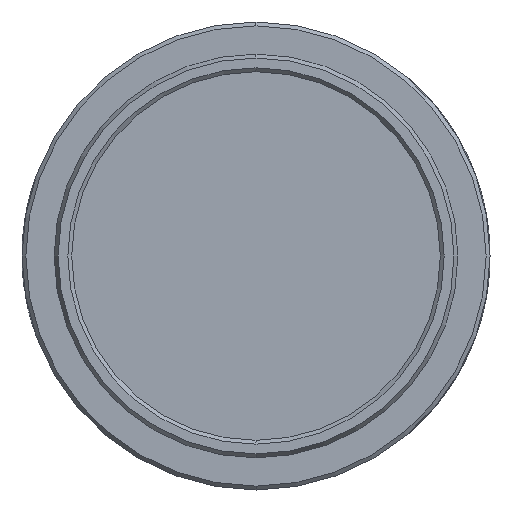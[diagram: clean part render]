
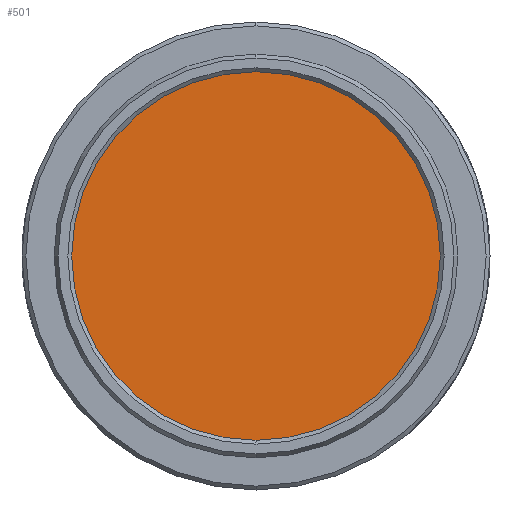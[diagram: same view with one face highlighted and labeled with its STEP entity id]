
A CAD part, left-side view. The second image highlights one B-rep face of the part: STEP entity #501.
In plain terms, the highlighted planar face has unit normal (-1, 0, 0).
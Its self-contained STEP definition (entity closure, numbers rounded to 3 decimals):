
#230 = EDGE_CURVE ( 'NONE', #14167, #3721, #5607, .T. ) ;
#501 = ADVANCED_FACE ( 'NONE', ( #9648 ), #6818, .F. ) ;
#583 = DIRECTION ( 'NONE',  ( 0., 0.136, -0.991 ) ) ;
#940 = CARTESIAN_POINT ( 'NONE',  ( -7.62, 0., 0. ) ) ;
#1121 = DIRECTION ( 'NONE',  ( 1., 0., 0. ) ) ;
#1371 = AXIS2_PLACEMENT_3D ( 'NONE', #7276, #7680, #583 ) ;
#2127 = DIRECTION ( 'NONE',  ( 1., 0., 0. ) ) ;
#3721 = VERTEX_POINT ( 'NONE', #14582 ) ;
#3728 = ORIENTED_EDGE ( 'NONE', *, *, #230, .F. ) ;
#5607 = CIRCLE ( 'NONE', #14882, 12.7 ) ;
#5962 = AXIS2_PLACEMENT_3D ( 'NONE', #12737, #1121, #11756 ) ;
#6818 = PLANE ( 'NONE',  #5962 ) ;
#7276 = CARTESIAN_POINT ( 'NONE',  ( -7.62, 0., 0. ) ) ;
#7290 = EDGE_CURVE ( 'NONE', #3721, #14167, #15219, .T. ) ;
#7414 = EDGE_LOOP ( 'NONE', ( #14463, #3728 ) ) ;
#7680 = DIRECTION ( 'NONE',  ( 1., 0., 0. ) ) ;
#9648 = FACE_OUTER_BOUND ( 'NONE', #7414, .T. ) ;
#11756 = DIRECTION ( 'NONE',  ( 0., 0.136, -0.991 ) ) ;
#12610 = DIRECTION ( 'NONE',  ( 0., 0.136, -0.991 ) ) ;
#12737 = CARTESIAN_POINT ( 'NONE',  ( -7.62, 0., 0. ) ) ;
#14167 = VERTEX_POINT ( 'NONE', #14758 ) ;
#14463 = ORIENTED_EDGE ( 'NONE', *, *, #7290, .F. ) ;
#14582 = CARTESIAN_POINT ( 'NONE',  ( -7.62, 1.73, -12.582 ) ) ;
#14758 = CARTESIAN_POINT ( 'NONE',  ( -7.62, -1.73, 12.582 ) ) ;
#14882 = AXIS2_PLACEMENT_3D ( 'NONE', #940, #2127, #12610 ) ;
#15219 = CIRCLE ( 'NONE', #1371, 12.7 ) ;
